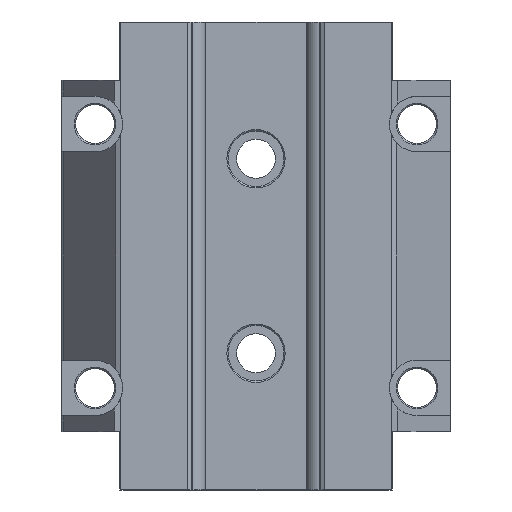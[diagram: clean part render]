
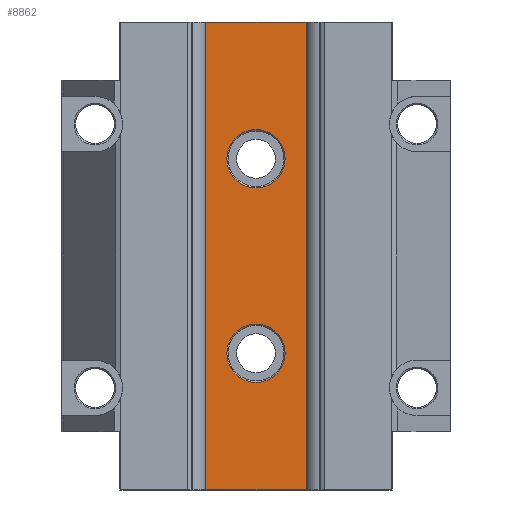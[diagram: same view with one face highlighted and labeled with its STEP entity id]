
A CAD part, front view. The second image highlights one B-rep face of the part: STEP entity #8862.
In plain terms, the highlighted planar face has unit normal (0, -1, 0).
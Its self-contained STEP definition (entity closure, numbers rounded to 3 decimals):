
#763 = EDGE_CURVE ( 'NONE', #12379, #12340, #7684, .T. ) ;
#784 = EDGE_CURVE ( 'NONE', #12279, #12331, #7450, .T. ) ;
#785 = EDGE_CURVE ( 'NONE', #12603, #12532, #7431, .T. ) ;
#788 = EDGE_CURVE ( 'NONE', #2184, #12481, #7426, .T. ) ;
#917 = EDGE_CURVE ( 'NONE', #12379, #12279, #7754, .T. ) ;
#2184 = VERTEX_POINT ( 'NONE', #18300 ) ;
#2490 = EDGE_LOOP ( 'NONE', ( #16433, #16378 ) ) ;
#2751 = EDGE_LOOP ( 'NONE', ( #16306, #16307 ) ) ;
#2849 = EDGE_LOOP ( 'NONE', ( #16556, #16296, #16541, #16274 ) ) ;
#3339 = DIRECTION ( 'NONE',  ( 0., 0., 1. ) ) ;
#3340 = DIRECTION ( 'NONE',  ( 0., 1., 0. ) ) ;
#3453 = PLANE ( 'NONE',  #14194 ) ;
#3620 = CARTESIAN_POINT ( 'NONE',  ( -22.5, 10.2, -84.25 ) ) ;
#4015 = CIRCLE ( 'NONE', #8380, 10.5 ) ;
#4023 = CIRCLE ( 'NONE', #8381, 10.5 ) ;
#5526 = CARTESIAN_POINT ( 'NONE',  ( 0., 10.2, 24.5 ) ) ;
#5607 = CARTESIAN_POINT ( 'NONE',  ( 0., 10.2, 45.5 ) ) ;
#5969 = DIRECTION ( 'NONE',  ( 0., -1., 0. ) ) ;
#6010 = DIRECTION ( 'NONE',  ( 0., 0., -1. ) ) ;
#6130 = CARTESIAN_POINT ( 'NONE',  ( 0., 10.2, -35. ) ) ;
#6137 = DIRECTION ( 'NONE',  ( 0., -1., 0. ) ) ;
#6142 = DIRECTION ( 'NONE',  ( 0., 0., -1. ) ) ;
#6146 = CARTESIAN_POINT ( 'NONE',  ( 0., 10.2, 35. ) ) ;
#6322 = CARTESIAN_POINT ( 'NONE',  ( 22.5, 10.2, -84.2 ) ) ;
#6458 = CARTESIAN_POINT ( 'NONE',  ( 0., 10.2, -24.5 ) ) ;
#6501 = CARTESIAN_POINT ( 'NONE',  ( -22.5, 10.2, 84.2 ) ) ;
#6535 = CARTESIAN_POINT ( 'NONE',  ( 22.5, 10.2, 84.2 ) ) ;
#6553 = CARTESIAN_POINT ( 'NONE',  ( -22.5, 10.2, -84.2 ) ) ;
#6694 = FACE_BOUND ( 'NONE', #2751, .T. ) ;
#6719 = FACE_BOUND ( 'NONE', #2490, .T. ) ;
#6941 = FACE_OUTER_BOUND ( 'NONE', #2849, .T. ) ;
#7426 = CIRCLE ( 'NONE', #18520, 10.5 ) ;
#7431 = CIRCLE ( 'NONE', #18510, 10.5 ) ;
#7437 = VECTOR ( 'NONE', #12035, 1000. ) ;
#7450 = LINE ( 'NONE', #12048, #7437 ) ;
#7525 = VECTOR ( 'NONE', #12098, 1000. ) ;
#7684 = LINE ( 'NONE', #12099, #7525 ) ;
#7754 = LINE ( 'NONE', #7890, #7779 ) ;
#7779 = VECTOR ( 'NONE', #7889, 1000. ) ;
#7889 = DIRECTION ( 'NONE',  ( -1., 0., 0. ) ) ;
#7890 = CARTESIAN_POINT ( 'NONE',  ( 49., 10.2, -84.2 ) ) ;
#8208 = DIRECTION ( 'NONE',  ( 0., 0., -1. ) ) ;
#8209 = DIRECTION ( 'NONE',  ( 0., -1., 0. ) ) ;
#8219 = CARTESIAN_POINT ( 'NONE',  ( 0., 10.2, -35. ) ) ;
#8252 = DIRECTION ( 'NONE',  ( 0., 0., -1. ) ) ;
#8268 = DIRECTION ( 'NONE',  ( 0., -1., 0. ) ) ;
#8272 = CARTESIAN_POINT ( 'NONE',  ( 0., 10.2, 35. ) ) ;
#8380 = AXIS2_PLACEMENT_3D ( 'NONE', #6130, #5969, #6010 ) ;
#8381 = AXIS2_PLACEMENT_3D ( 'NONE', #6146, #6137, #6142 ) ;
#8862 = ADVANCED_FACE ( 'NONE', ( #6694, #6719, #6941 ), #3453, .F. ) ;
#9057 = CARTESIAN_POINT ( 'NONE',  ( -22.5, 10.2, 84.2 ) ) ;
#9069 = DIRECTION ( 'NONE',  ( -1., 0., 0. ) ) ;
#12035 = DIRECTION ( 'NONE',  ( 0., 0., 1. ) ) ;
#12048 = CARTESIAN_POINT ( 'NONE',  ( -22.5, 10.2, -84.25 ) ) ;
#12098 = DIRECTION ( 'NONE',  ( 0., 0., 1. ) ) ;
#12099 = CARTESIAN_POINT ( 'NONE',  ( 22.5, 10.2, -84.25 ) ) ;
#12279 = VERTEX_POINT ( 'NONE', #6553 ) ;
#12331 = VERTEX_POINT ( 'NONE', #6501 ) ;
#12340 = VERTEX_POINT ( 'NONE', #6535 ) ;
#12379 = VERTEX_POINT ( 'NONE', #6322 ) ;
#12481 = VERTEX_POINT ( 'NONE', #6458 ) ;
#12532 = VERTEX_POINT ( 'NONE', #5607 ) ;
#12603 = VERTEX_POINT ( 'NONE', #5526 ) ;
#14194 = AXIS2_PLACEMENT_3D ( 'NONE', #3620, #3340, #3339 ) ;
#14689 = VECTOR ( 'NONE', #9069, 1000. ) ;
#14691 = LINE ( 'NONE', #9057, #14689 ) ;
#14923 = EDGE_CURVE ( 'NONE', #12532, #12603, #4023, .T. ) ;
#14946 = EDGE_CURVE ( 'NONE', #12481, #2184, #4015, .T. ) ;
#15756 = EDGE_CURVE ( 'NONE', #12340, #12331, #14691, .T. ) ;
#16274 = ORIENTED_EDGE ( 'NONE', *, *, #917, .F. ) ;
#16296 = ORIENTED_EDGE ( 'NONE', *, *, #15756, .T. ) ;
#16306 = ORIENTED_EDGE ( 'NONE', *, *, #785, .F. ) ;
#16307 = ORIENTED_EDGE ( 'NONE', *, *, #14923, .F. ) ;
#16378 = ORIENTED_EDGE ( 'NONE', *, *, #14946, .F. ) ;
#16433 = ORIENTED_EDGE ( 'NONE', *, *, #788, .F. ) ;
#16541 = ORIENTED_EDGE ( 'NONE', *, *, #784, .F. ) ;
#16556 = ORIENTED_EDGE ( 'NONE', *, *, #763, .T. ) ;
#18300 = CARTESIAN_POINT ( 'NONE',  ( 0., 10.2, -45.5 ) ) ;
#18510 = AXIS2_PLACEMENT_3D ( 'NONE', #8272, #8268, #8252 ) ;
#18520 = AXIS2_PLACEMENT_3D ( 'NONE', #8219, #8209, #8208 ) ;
